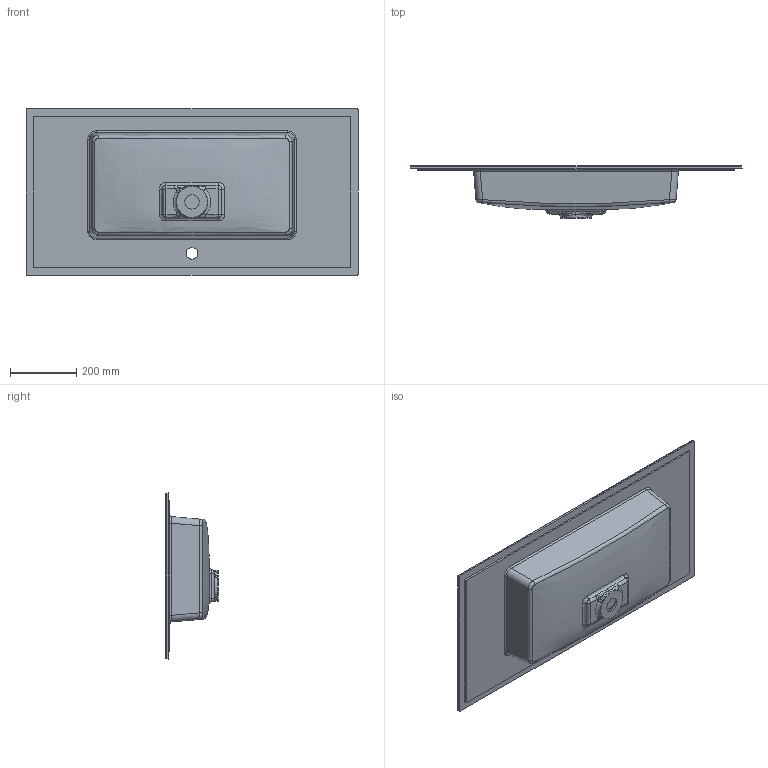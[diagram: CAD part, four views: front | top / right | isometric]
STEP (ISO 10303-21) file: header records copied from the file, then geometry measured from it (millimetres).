
FILE_DESCRIPTION (( 'STEP AP214' ), '1' );
FILE_NAME ('Erica 1000.STEP', '2023-06-23T08:06:10', ( 'User Windows' ), ( '' ), 'SwSTEP 2.0', 'SolidWorks 2020', '' );
FILE_SCHEMA (( 'AUTOMOTIVE_DESIGN' ));
Length unit declared in the file: millimetre
Products named in the file (1): Erica 1000
Bounding box: 1000 x 157 x 500 mm (x, y, z)
Volume: 7180521.8 mm3; surface area: 1394655.5 mm2
Topology: 2 solids, 2 shells, 244 faces, 565 edges, 323 vertices
Faces by surface type: bspline 106, cylinder 69, plane 44, sphere 10, torus 8, cone 7
Full cylindrical faces by diameter (mm): 35 x1
Entity records: 23534 total; most frequent: CARTESIAN_POINT 18850, ORIENTED_EDGE 1106, DIRECTION 776, EDGE_CURVE 553, VERTEX_POINT 321, AXIS2_PLACEMENT_3D 306, EDGE_LOOP 256, FACE_OUTER_BOUND 245
